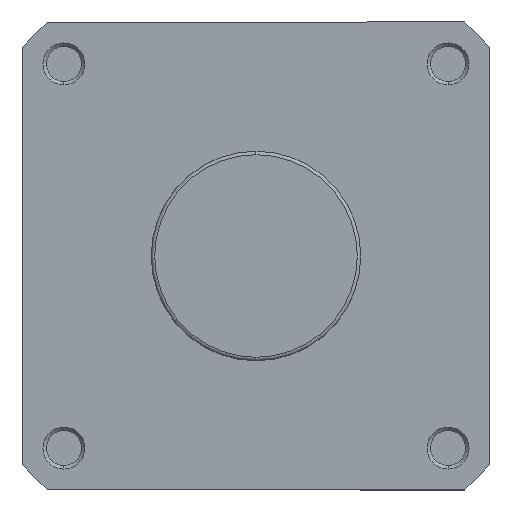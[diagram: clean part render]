
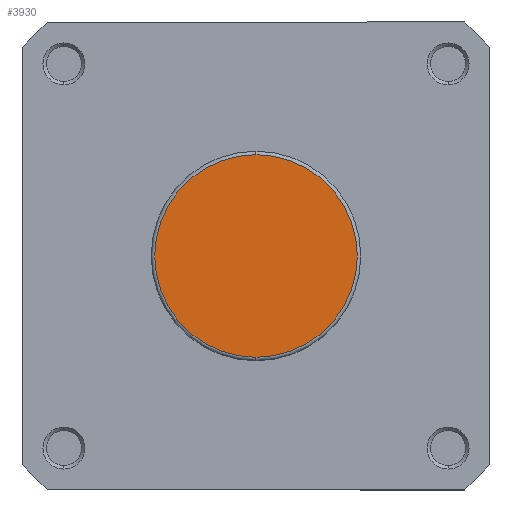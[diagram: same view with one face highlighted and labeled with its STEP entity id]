
A CAD part, left-side view. The second image highlights one B-rep face of the part: STEP entity #3930.
In plain terms, the highlighted planar face has unit normal (-1, 0, 0).
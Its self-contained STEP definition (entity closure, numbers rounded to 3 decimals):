
#290 = EDGE_CURVE ( 'NONE', #3454, #3455, #5042, .T. ) ;
#437 = EDGE_CURVE ( 'NONE', #3455, #3454, #5130, .T. ) ;
#502 = EDGE_LOOP ( 'NONE', ( #4374, #4353 ) ) ;
#1100 = AXIS2_PLACEMENT_3D ( 'NONE', #1442, #1443, #1444 ) ;
#1134 = AXIS2_PLACEMENT_3D ( 'NONE', #1581, #1589, #1590 ) ;
#1335 = AXIS2_PLACEMENT_3D ( 'NONE', #2523, #2525, #2526 ) ;
#1442 = CARTESIAN_POINT ( 'NONE',  ( 0., 0., 0. ) ) ;
#1443 = DIRECTION ( 'NONE',  ( -1., 0., 0. ) ) ;
#1444 = DIRECTION ( 'NONE',  ( 0., 0., -1. ) ) ;
#1581 = CARTESIAN_POINT ( 'NONE',  ( 0., 0., 0. ) ) ;
#1589 = DIRECTION ( 'NONE',  ( -1., 0., 0. ) ) ;
#1590 = DIRECTION ( 'NONE',  ( 0., 0., -1. ) ) ;
#1891 = CARTESIAN_POINT ( 'NONE',  ( 0., 0., 29. ) ) ;
#1892 = CARTESIAN_POINT ( 'NONE',  ( 0., 0., -29. ) ) ;
#2523 = CARTESIAN_POINT ( 'NONE',  ( 0., 30., 0. ) ) ;
#2524 = PLANE ( 'NONE',  #1335 ) ;
#2525 = DIRECTION ( 'NONE',  ( 1., 0., 0. ) ) ;
#2526 = DIRECTION ( 'NONE',  ( 0., 0., -1. ) ) ;
#3454 = VERTEX_POINT ( 'NONE', #1891 ) ;
#3455 = VERTEX_POINT ( 'NONE', #1892 ) ;
#3930 = ADVANCED_FACE ( 'NONE', ( #5504 ), #2524, .F. ) ;
#4353 = ORIENTED_EDGE ( 'NONE', *, *, #290, .T. ) ;
#4374 = ORIENTED_EDGE ( 'NONE', *, *, #437, .T. ) ;
#5042 = CIRCLE ( 'NONE', #1100, 29. ) ;
#5130 = CIRCLE ( 'NONE', #1134, 29. ) ;
#5504 = FACE_OUTER_BOUND ( 'NONE', #502, .T. ) ;
